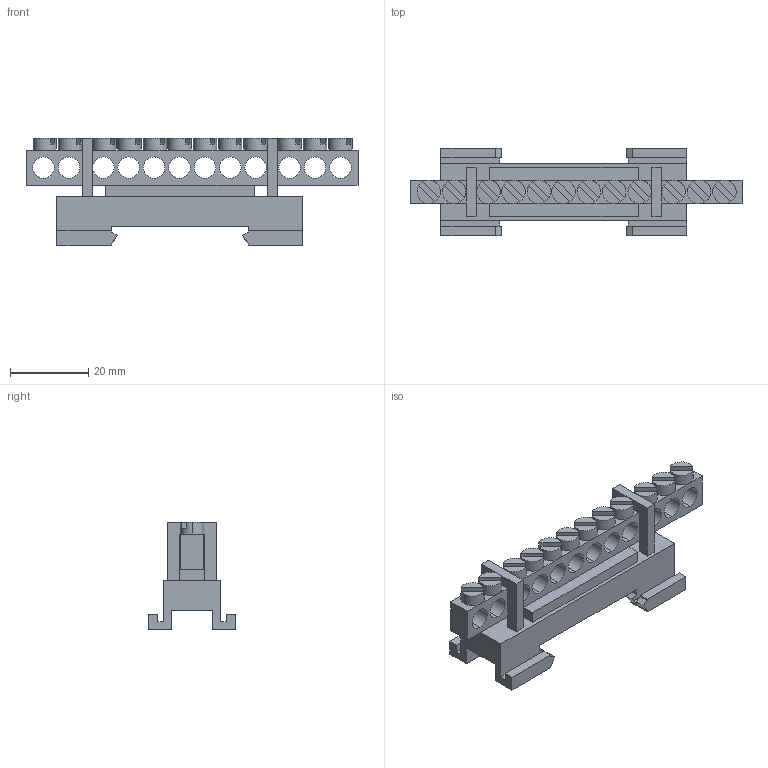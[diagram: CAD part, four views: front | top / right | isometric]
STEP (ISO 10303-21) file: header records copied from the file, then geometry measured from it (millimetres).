
FILE_DESCRIPTION (( 'STEP AP214' ), '1' );
FILE_NAME ('YNN10-69-12P-K07 Øèíà N íîëü íà DIN-èçîë òèï Ñòîéêà ØÍÈ-6õ9-12-Ñ-Ñ ÈÝÊ.STEP', '2016-08-17T08:10:29', ( 'user' ), ( '' ), 'SwSTEP 2.0', 'SolidWorks 2014', '' );
FILE_SCHEMA (( 'AUTOMOTIVE_DESIGN' ));
Length unit declared in the file: millimetre
Products named in the file (1): YNN10-69-12P-K07 Øèíà N  íîëü íà DIN-èçîë òèï Ñòîéêà  ØÍÈ-6õ9-12-Ñ-Ñ ÈÝÊ
Bounding box: 85 x 22.5 x 27.5 mm (x, y, z)
Volume: 13821.7 mm3; surface area: 9283.2 mm2
Topology: 1 solids, 1 shells, 210 faces, 594 edges, 384 vertices
Faces by surface type: plane 160, cylinder 50
Entity records: 8266 total; most frequent: CARTESIAN_POINT 1189, DIRECTION 1188, ORIENTED_EDGE 1188, EDGE_CURVE 594, LINE 422, VECTOR 422, VERTEX_POINT 384, AXIS2_PLACEMENT_3D 383
